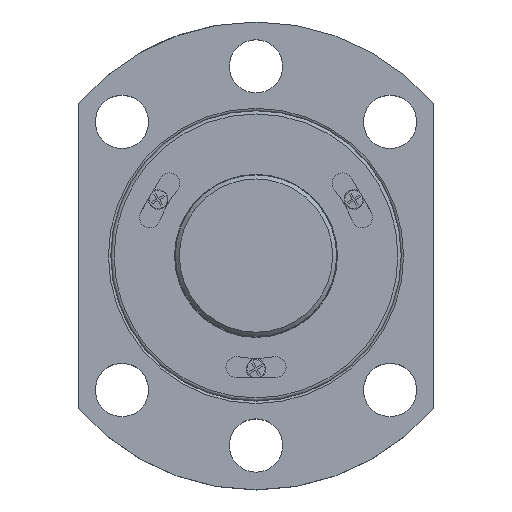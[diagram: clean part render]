
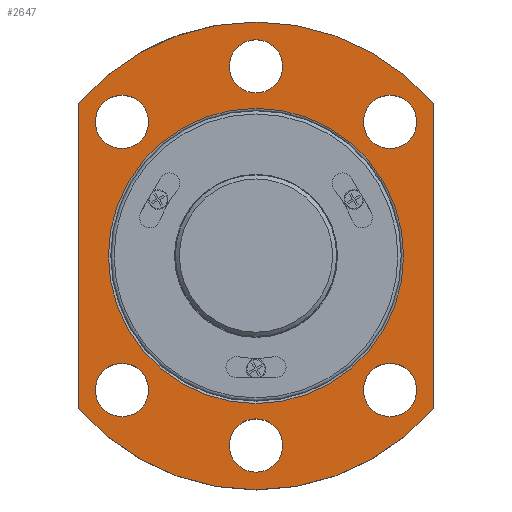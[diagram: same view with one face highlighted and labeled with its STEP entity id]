
A CAD part, top view. The second image highlights one B-rep face of the part: STEP entity #2647.
In plain terms, the highlighted planar face has unit normal (0, 0, 1).
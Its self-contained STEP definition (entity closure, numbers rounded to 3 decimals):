
#96=CIRCLE('',#2843,29.);
#98=CIRCLE('',#2846,29.);
#100=CIRCLE('',#2849,18.3);
#101=CIRCLE('',#2850,3.3);
#102=CIRCLE('',#2851,3.3);
#103=CIRCLE('',#2852,3.3);
#104=CIRCLE('',#2853,3.3);
#105=CIRCLE('',#2854,3.3);
#106=CIRCLE('',#2855,3.3);
#215=LINE('',#4233,#423);
#216=LINE('',#4234,#424);
#423=VECTOR('',#3196,1000.);
#424=VECTOR('',#3197,1000.);
#729=ORIENTED_EDGE('',*,*,#1498,.T.);
#730=ORIENTED_EDGE('',*,*,#1499,.T.);
#731=ORIENTED_EDGE('',*,*,#1494,.F.);
#732=ORIENTED_EDGE('',*,*,#1500,.T.);
#733=ORIENTED_EDGE('',*,*,#1490,.F.);
#734=ORIENTED_EDGE('',*,*,#1501,.T.);
#735=ORIENTED_EDGE('',*,*,#1502,.T.);
#736=ORIENTED_EDGE('',*,*,#1503,.T.);
#737=ORIENTED_EDGE('',*,*,#1504,.T.);
#738=ORIENTED_EDGE('',*,*,#1505,.T.);
#739=ORIENTED_EDGE('',*,*,#1506,.T.);
#1490=EDGE_CURVE('',#1871,#1872,#96,.T.);
#1494=EDGE_CURVE('',#1875,#1876,#98,.T.);
#1498=EDGE_CURVE('',#1879,#1879,#100,.T.);
#1499=EDGE_CURVE('',#1880,#1880,#101,.T.);
#1500=EDGE_CURVE('',#1875,#1872,#215,.T.);
#1501=EDGE_CURVE('',#1871,#1876,#216,.T.);
#1502=EDGE_CURVE('',#1881,#1881,#102,.T.);
#1503=EDGE_CURVE('',#1882,#1882,#103,.T.);
#1504=EDGE_CURVE('',#1883,#1883,#104,.T.);
#1505=EDGE_CURVE('',#1884,#1884,#105,.T.);
#1506=EDGE_CURVE('',#1885,#1885,#106,.T.);
#1871=VERTEX_POINT('',#4212);
#1872=VERTEX_POINT('',#4213);
#1875=VERTEX_POINT('',#4221);
#1876=VERTEX_POINT('',#4222);
#1879=VERTEX_POINT('',#4230);
#1880=VERTEX_POINT('',#4232);
#1881=VERTEX_POINT('',#4236);
#1882=VERTEX_POINT('',#4238);
#1883=VERTEX_POINT('',#4240);
#1884=VERTEX_POINT('',#4242);
#1885=VERTEX_POINT('',#4244);
#2145=EDGE_LOOP('',(#729));
#2146=EDGE_LOOP('',(#730));
#2147=EDGE_LOOP('',(#731,#732,#733,#734));
#2148=EDGE_LOOP('',(#735));
#2149=EDGE_LOOP('',(#736));
#2150=EDGE_LOOP('',(#737));
#2151=EDGE_LOOP('',(#738));
#2152=EDGE_LOOP('',(#739));
#2353=FACE_BOUND('',#2145,.T.);
#2354=FACE_BOUND('',#2146,.T.);
#2355=FACE_BOUND('',#2147,.T.);
#2356=FACE_BOUND('',#2148,.T.);
#2357=FACE_BOUND('',#2149,.T.);
#2358=FACE_BOUND('',#2150,.T.);
#2359=FACE_BOUND('',#2151,.T.);
#2360=FACE_BOUND('',#2152,.T.);
#2540=PLANE('',#2848);
#2647=ADVANCED_FACE('',(#2353,#2354,#2355,#2356,#2357,#2358,#2359,#2360),
#2540,.T.);
#2843=AXIS2_PLACEMENT_3D('',#4211,#3176,#3177);
#2846=AXIS2_PLACEMENT_3D('',#4220,#3184,#3185);
#2848=AXIS2_PLACEMENT_3D('',#4228,#3190,#3191);
#2849=AXIS2_PLACEMENT_3D('',#4229,#3192,#3193);
#2850=AXIS2_PLACEMENT_3D('',#4231,#3194,#3195);
#2851=AXIS2_PLACEMENT_3D('',#4235,#3198,#3199);
#2852=AXIS2_PLACEMENT_3D('',#4237,#3200,#3201);
#2853=AXIS2_PLACEMENT_3D('',#4239,#3202,#3203);
#2854=AXIS2_PLACEMENT_3D('',#4241,#3204,#3205);
#2855=AXIS2_PLACEMENT_3D('',#4243,#3206,#3207);
#3176=DIRECTION('',(0.,0.,-1.));
#3177=DIRECTION('',(-1.,0.,0.));
#3184=DIRECTION('',(0.,0.,-1.));
#3185=DIRECTION('',(-1.,0.,0.));
#3190=DIRECTION('',(0.,0.,1.));
#3191=DIRECTION('',(1.,0.,0.));
#3192=DIRECTION('',(0.,0.,-1.));
#3193=DIRECTION('',(-1.,0.,0.));
#3194=DIRECTION('',(0.,0.,-1.));
#3195=DIRECTION('',(-1.,0.,0.));
#3196=DIRECTION('',(0.,-1.,0.));
#3197=DIRECTION('',(0.,1.,0.));
#3198=DIRECTION('',(0.,0.,-1.));
#3199=DIRECTION('',(-1.,0.,0.));
#3200=DIRECTION('',(0.,0.,-1.));
#3201=DIRECTION('',(-1.,0.,0.));
#3202=DIRECTION('',(0.,0.,-1.));
#3203=DIRECTION('',(-1.,0.,0.));
#3204=DIRECTION('',(0.,0.,-1.));
#3205=DIRECTION('',(-1.,0.,0.));
#3206=DIRECTION('',(0.,0.,-1.));
#3207=DIRECTION('',(-1.,0.,0.));
#4211=CARTESIAN_POINT('',(0.,0.,57.));
#4212=CARTESIAN_POINT('',(22.,-18.894,57.));
#4213=CARTESIAN_POINT('',(-22.,-18.894,57.));
#4220=CARTESIAN_POINT('',(0.,0.,57.));
#4221=CARTESIAN_POINT('',(-22.,18.894,57.));
#4222=CARTESIAN_POINT('',(22.,18.894,57.));
#4228=CARTESIAN_POINT('',(0.,29.,57.));
#4229=CARTESIAN_POINT('',(0.,0.,57.));
#4230=CARTESIAN_POINT('',(-18.3,0.,57.));
#4231=CARTESIAN_POINT('',(0.,23.5,57.));
#4232=CARTESIAN_POINT('',(-3.3,23.5,57.));
#4233=CARTESIAN_POINT('',(-22.,34.,57.));
#4234=CARTESIAN_POINT('',(22.,-34.,57.));
#4235=CARTESIAN_POINT('',(-16.617,-16.617,57.));
#4236=CARTESIAN_POINT('',(-19.917,-16.617,57.));
#4237=CARTESIAN_POINT('',(0.,-23.5,57.));
#4238=CARTESIAN_POINT('',(-3.3,-23.5,57.));
#4239=CARTESIAN_POINT('',(16.617,-16.617,57.));
#4240=CARTESIAN_POINT('',(13.317,-16.617,57.));
#4241=CARTESIAN_POINT('',(-16.617,16.617,57.));
#4242=CARTESIAN_POINT('',(-19.917,16.617,57.));
#4243=CARTESIAN_POINT('',(16.617,16.617,57.));
#4244=CARTESIAN_POINT('',(13.317,16.617,57.));
